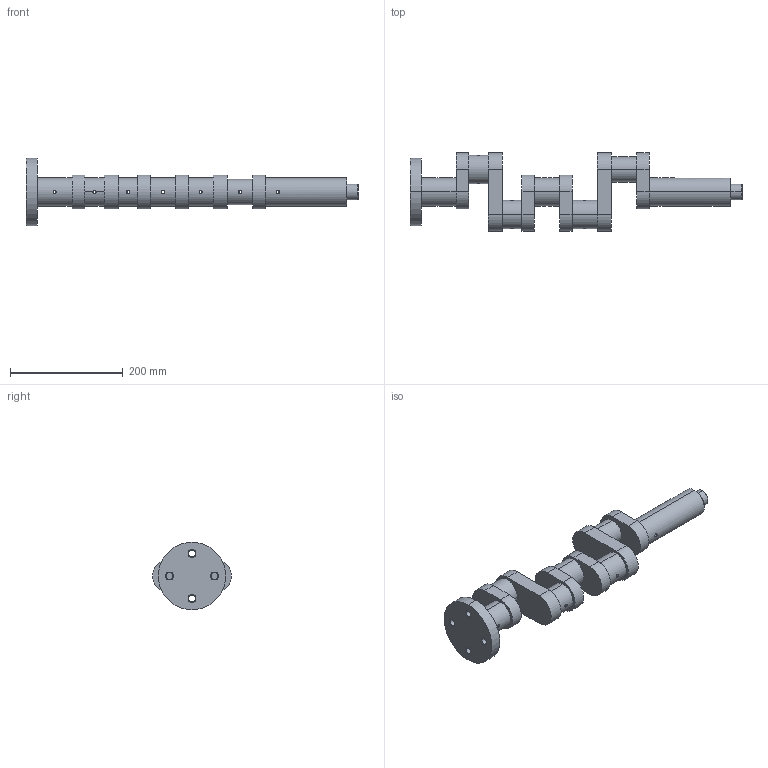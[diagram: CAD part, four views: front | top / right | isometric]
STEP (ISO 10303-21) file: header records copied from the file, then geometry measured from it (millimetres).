
FILE_DESCRIPTION((''),'2;1');
FILE_NAME('CRANKSHAFT','2019-04-20T20:19:09',('uday'),(''),'CREO PARAMETRIC BY PTC INC, 2018190','CREO PARAMETRIC BY PTC INC, 2018190','');
FILE_SCHEMA(('CONFIG_CONTROL_DESIGN'));
Length unit declared in the file: millimetre
Products named in the file (1): CRANKSHAFT
Bounding box: 590 x 140 x 120 mm (x, y, z)
Volume: 1854292 mm3; surface area: 193881.6 mm2
Topology: 1 solids, 1 shells, 135 faces, 313 edges, 192 vertices
Faces by surface type: cylinder 52, plane 32, bspline 32, cone 19
Entity records: 5658 total; most frequent: CARTESIAN_POINT 2660, ORIENTED_EDGE 626, DIRECTION 550, EDGE_CURVE 313, AXIS2_PLACEMENT_3D 200, VERTEX_POINT 192, EDGE_LOOP 169, VECTOR 150
